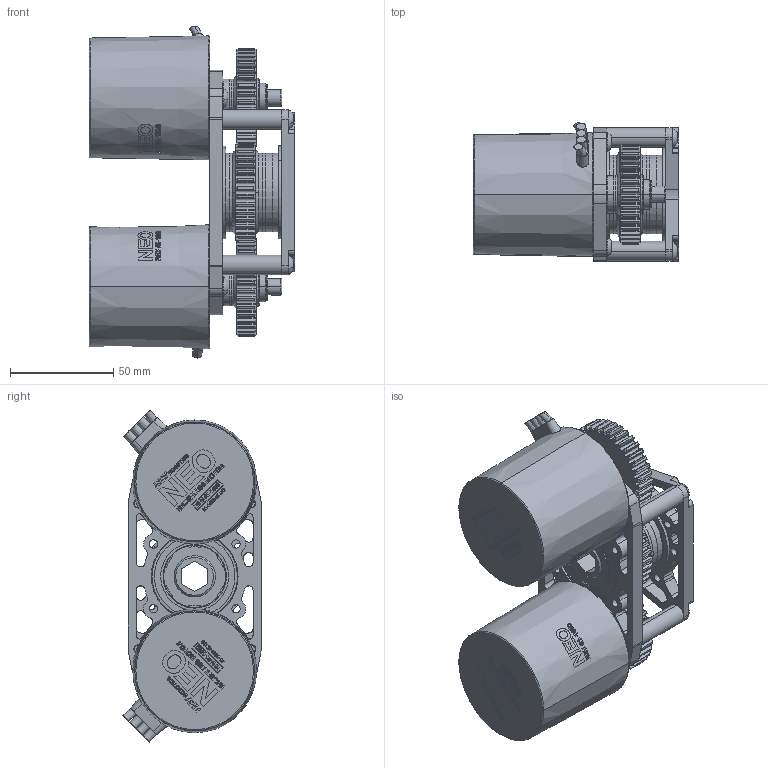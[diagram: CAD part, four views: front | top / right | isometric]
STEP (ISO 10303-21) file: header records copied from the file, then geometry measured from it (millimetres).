
FILE_DESCRIPTION (( 'STEP AP203' ), '1' );
FILE_NAME ('REV-21-2099 1-to-1.STEP', '2022-04-18T20:51:51', ( '' ), ( '' ), 'SwSTEP 2.0', 'SolidWorks 2022', '' );
FILE_SCHEMA (( 'CONFIG_CONTROL_DESIGN' ));
Length unit declared in the file: inch
Products named in the file (20): REV-21-2003; REV-21-2542; REV-21-1650; F6806ZZ; REV-21-2078; REV-21-2541; REV-21-2099-P01; Retaining_Ring_8mm; #10 Unthreaded Spacers_1.125in Long; REV-21-2099-P02; REV-21-1879_For Motor Shaft, One Clip (Spaced 0.150); #10 Button Head Cap Screws_1.500 Long; REV-21-3012; REV-21-2079; Key_2mm_20mmLong; REV-21-2005; REV-21-1929; REV-21-2099 1-to-1; #10 Button Head Cap Screws_0.500 Long; REV-21-1879
Assembly tree (36 placements, depth 3):
  REV-21-2099 1-to-1
    REV-21-2079
    REV-21-1650  x2
    REV-21-3012
    REV-21-1929  x2
    REV-21-2541  x2
    REV-21-2542
    F6806ZZ  x2
    #10 Button Head Cap Screws_0.500 Long  x4
    #10 Button Head Cap Screws_1.500 Long  x4
    REV-21-2078  x2
    REV-21-2099-P01
    REV-21-2099-P02
    REV-21-1879_For Motor Shaft, One Clip (Spaced 0.150)  x2
      REV-21-1879
      Key_2mm_20mmLong
      Retaining_Ring_8mm
    REV-21-2005  x2
    REV-21-2003  x2
    #10 Unthreaded Spacers_1.125in Long  x4
Bounding box: 99.53 x 67.03 x 160.72 mm (x, y, z)
Volume: 434611.3 mm3; surface area: 127234.5 mm2
Topology: 79 solids, 79 shells, 6070 faces, 16709 edges, 10964 vertices
Faces by surface type: bspline 2454, plane 1559, cylinder 1031, cone 690, torus 252, sphere 84
Entity records: 150341 total; most frequent: CARTESIAN_POINT 66143, ORIENTED_EDGE 19238, DIRECTION 13433, EDGE_CURVE 9619, VERTEX_POINT 6345, AXIS2_PLACEMENT_3D 4645, LINE 4143, VECTOR 4143
